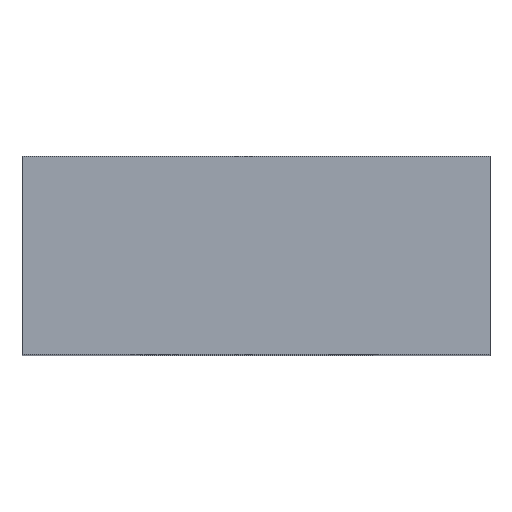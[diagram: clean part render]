
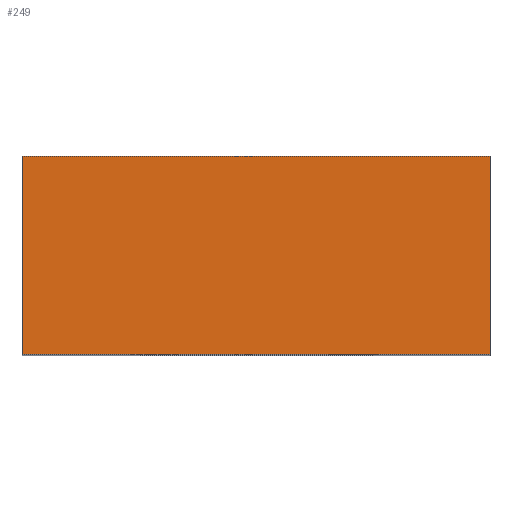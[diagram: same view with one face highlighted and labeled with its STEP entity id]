
A CAD part, top view. The second image highlights one B-rep face of the part: STEP entity #249.
In plain terms, the highlighted planar face has unit normal (0, 0, 1).
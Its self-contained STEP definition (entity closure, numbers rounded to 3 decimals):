
#29=LINE('',#373,#53);
#30=LINE('',#375,#54);
#31=LINE('',#377,#55);
#32=LINE('',#379,#56);
#53=VECTOR('',#306,1000.);
#54=VECTOR('',#309,1000.);
#55=VECTOR('',#310,1000.);
#56=VECTOR('',#311,1000.);
#80=ORIENTED_EDGE('',*,*,#139,.F.);
#81=ORIENTED_EDGE('',*,*,#138,.F.);
#82=ORIENTED_EDGE('',*,*,#140,.T.);
#83=ORIENTED_EDGE('',*,*,#141,.T.);
#138=EDGE_CURVE('',#167,#166,#29,.T.);
#139=EDGE_CURVE('',#166,#168,#30,.T.);
#140=EDGE_CURVE('',#167,#169,#31,.T.);
#141=EDGE_CURVE('',#169,#168,#32,.T.);
#166=VERTEX_POINT('',#370);
#167=VERTEX_POINT('',#372);
#168=VERTEX_POINT('',#376);
#169=VERTEX_POINT('',#378);
#192=EDGE_LOOP('',(#80,#81,#82,#83));
#216=FACE_BOUND('',#192,.T.);
#239=PLANE('',#276);
#249=ADVANCED_FACE('',(#216),#239,.T.);
#276=AXIS2_PLACEMENT_3D('',#374,#307,#308);
#306=DIRECTION('',(0.,-1.,0.));
#307=DIRECTION('',(0.,0.,1.));
#308=DIRECTION('',(1.,0.,0.));
#309=DIRECTION('',(-1.,0.,0.));
#310=DIRECTION('',(-1.,0.,0.));
#311=DIRECTION('',(0.,-1.,0.));
#370=CARTESIAN_POINT('',(30.,0.,75.));
#372=CARTESIAN_POINT('',(30.,25.4,75.));
#373=CARTESIAN_POINT('',(30.,25.4,75.));
#374=CARTESIAN_POINT('',(30.,25.4,75.));
#375=CARTESIAN_POINT('',(30.,0.,75.));
#376=CARTESIAN_POINT('',(-30.,0.,75.));
#377=CARTESIAN_POINT('',(30.,25.4,75.));
#378=CARTESIAN_POINT('',(-30.,25.4,75.));
#379=CARTESIAN_POINT('',(-30.,25.4,75.));
